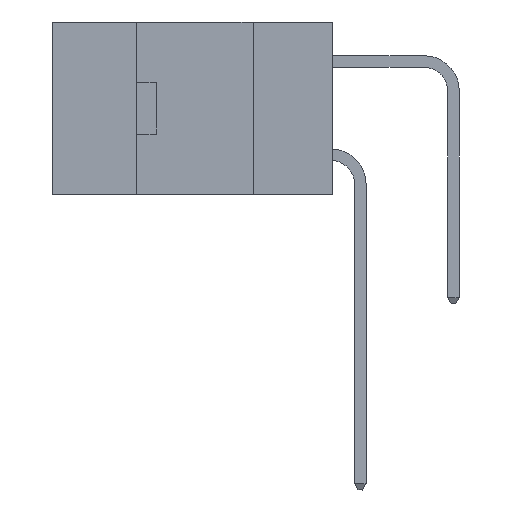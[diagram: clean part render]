
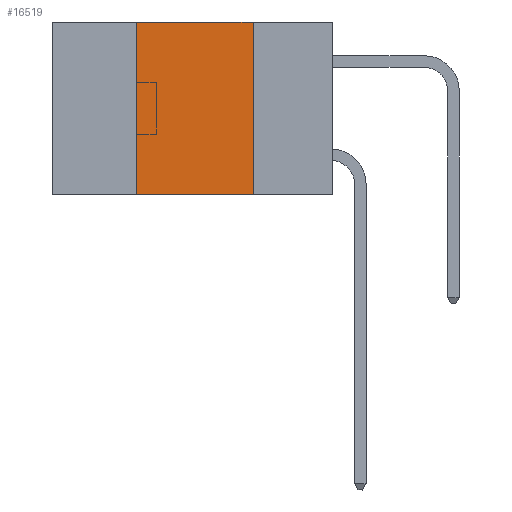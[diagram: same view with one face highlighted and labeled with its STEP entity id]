
A CAD part, left-side view. The second image highlights one B-rep face of the part: STEP entity #16519.
In plain terms, the highlighted planar face has unit normal (-1, 0, 0).
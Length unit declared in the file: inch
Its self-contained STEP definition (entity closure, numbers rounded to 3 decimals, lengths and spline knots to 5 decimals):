
#522 = VECTOR ( 'NONE', #9716, 39.37008 ) ;
#553 = LINE ( 'NONE', #7015, #522 ) ;
#1601 = CARTESIAN_POINT ( 'NONE',  ( 0., 0.6, 0. ) ) ;
#1933 = FACE_OUTER_BOUND ( 'NONE', #5008, .T. ) ;
#2218 = CARTESIAN_POINT ( 'NONE',  ( 0., 0.6, 0. ) ) ;
#2734 = VECTOR ( 'NONE', #10760, 39.37008 ) ;
#5008 = EDGE_LOOP ( 'NONE', ( #20546, #28692, #6259, #12327 ) ) ;
#5222 = VERTEX_POINT ( 'NONE', #29200 ) ;
#5384 = CARTESIAN_POINT ( 'NONE',  ( 0., 0.42, 0. ) ) ;
#5717 = VECTOR ( 'NONE', #18291, 39.37008 ) ;
#5828 = VERTEX_POINT ( 'NONE', #5384 ) ;
#6259 = ORIENTED_EDGE ( 'NONE', *, *, #25680, .F. ) ;
#6751 = CARTESIAN_POINT ( 'NONE',  ( 0., 0.42, -0.37 ) ) ;
#7015 = CARTESIAN_POINT ( 'NONE',  ( 0., 0.6, -0.37 ) ) ;
#9716 = DIRECTION ( 'NONE',  ( 0., -1., 0. ) ) ;
#10760 = DIRECTION ( 'NONE',  ( 0., -1., 0. ) ) ;
#11552 = LINE ( 'NONE', #6751, #5717 ) ;
#12327 = ORIENTED_EDGE ( 'NONE', *, *, #28026, .T. ) ;
#12913 = CARTESIAN_POINT ( 'NONE',  ( 0., 0.17, -0.37 ) ) ;
#13018 = LINE ( 'NONE', #1601, #2734 ) ;
#14865 = LINE ( 'NONE', #12913, #26987 ) ;
#15156 = DIRECTION ( 'NONE',  ( 0., 0., -1. ) ) ;
#15821 = VERTEX_POINT ( 'NONE', #27963 ) ;
#16377 = EDGE_CURVE ( 'NONE', #18468, #5222, #14865, .T. ) ;
#16412 = AXIS2_PLACEMENT_3D ( 'NONE', #2218, #17983, #18267 ) ;
#16519 = ADVANCED_FACE ( 'NONE', ( #1933 ), #27306, .F. ) ;
#17983 = DIRECTION ( 'NONE',  ( 1., 0., 0. ) ) ;
#18267 = DIRECTION ( 'NONE',  ( 0., 0., -1. ) ) ;
#18291 = DIRECTION ( 'NONE',  ( 0., 0., 1. ) ) ;
#18468 = VERTEX_POINT ( 'NONE', #25448 ) ;
#20546 = ORIENTED_EDGE ( 'NONE', *, *, #16377, .F. ) ;
#21316 = EDGE_CURVE ( 'NONE', #5828, #18468, #13018, .T. ) ;
#25448 = CARTESIAN_POINT ( 'NONE',  ( 0., 0.17, 0. ) ) ;
#25680 = EDGE_CURVE ( 'NONE', #15821, #5828, #11552, .T. ) ;
#26987 = VECTOR ( 'NONE', #15156, 39.37008 ) ;
#27306 = PLANE ( 'NONE',  #16412 ) ;
#27963 = CARTESIAN_POINT ( 'NONE',  ( 0., 0.42, -0.37 ) ) ;
#28026 = EDGE_CURVE ( 'NONE', #15821, #5222, #553, .T. ) ;
#28692 = ORIENTED_EDGE ( 'NONE', *, *, #21316, .F. ) ;
#29200 = CARTESIAN_POINT ( 'NONE',  ( 0., 0.17, -0.37 ) ) ;
